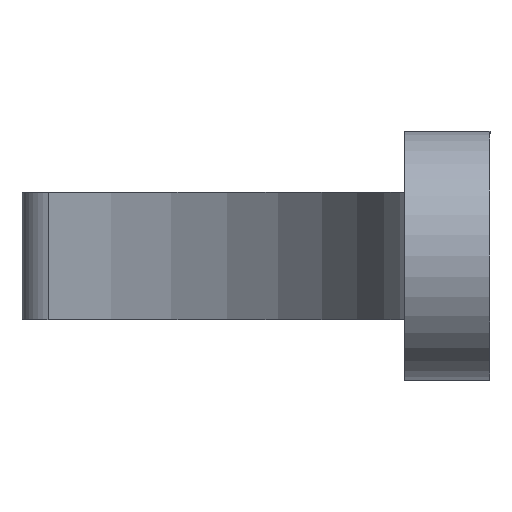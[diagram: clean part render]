
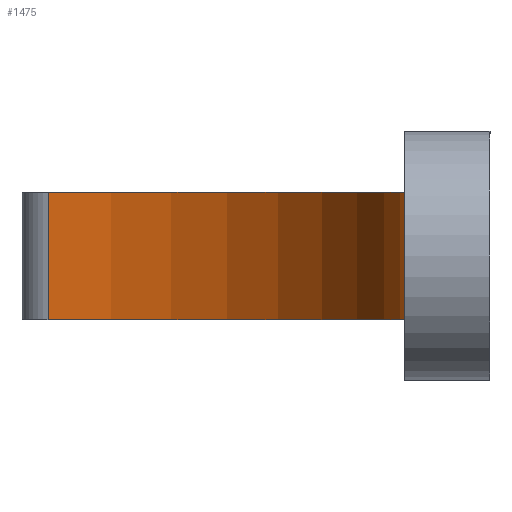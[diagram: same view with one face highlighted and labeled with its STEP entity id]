
A CAD part, front view. The second image highlights one B-rep face of the part: STEP entity #1475.
In plain terms, the highlighted cylindrical face has radius 26 mm (diameter 52 mm), a partial arc.
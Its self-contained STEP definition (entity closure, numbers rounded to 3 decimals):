
#29=CYLINDRICAL_SURFACE('',#1579,26.);
#76=CIRCLE('',#1566,26.);
#77=CIRCLE('',#1572,26.);
#111=FACE_OUTER_BOUND('',#203,.T.);
#203=EDGE_LOOP('',(#1182,#1183,#1184,#1185));
#252=LINE('',#2030,#435);
#353=LINE('',#2285,#536);
#435=VECTOR('',#1636,26.);
#536=VECTOR('',#1851,10.);
#617=VERTEX_POINT('',#2026);
#619=VERTEX_POINT('',#2029);
#663=VERTEX_POINT('',#2159);
#706=VERTEX_POINT('',#2254);
#758=EDGE_CURVE('',#619,#617,#252,.T.);
#825=EDGE_CURVE('',#617,#663,#76,.T.);
#871=EDGE_CURVE('',#619,#706,#77,.F.);
#887=EDGE_CURVE('',#663,#706,#353,.T.);
#1182=ORIENTED_EDGE('',*,*,#871,.F.);
#1183=ORIENTED_EDGE('',*,*,#758,.T.);
#1184=ORIENTED_EDGE('',*,*,#825,.T.);
#1185=ORIENTED_EDGE('',*,*,#887,.T.);
#1475=ADVANCED_FACE('',(#111),#29,.F.);
#1566=AXIS2_PLACEMENT_3D('',#2161,#1766,#1767);
#1572=AXIS2_PLACEMENT_3D('',#2255,#1823,#1824);
#1579=AXIS2_PLACEMENT_3D('',#2284,#1849,#1850);
#1636=DIRECTION('',(0.,0.,-1.));
#1766=DIRECTION('center_axis',(0.,0.,-1.));
#1767=DIRECTION('ref_axis',(-0.032,0.999,0.));
#1823=DIRECTION('center_axis',(0.,0.,1.));
#1824=DIRECTION('ref_axis',(-0.032,0.999,0.));
#1849=DIRECTION('center_axis',(0.,0.,1.));
#1850=DIRECTION('ref_axis',(-0.032,0.999,0.));
#1851=DIRECTION('',(0.,0.,1.));
#2026=CARTESIAN_POINT('',(-60.533,-104.604,10.178));
#2029=CARTESIAN_POINT('',(-60.533,-104.604,19.178));
#2030=CARTESIAN_POINT('',(-60.533,-104.604,14.678));
#2159=CARTESIAN_POINT('',(-35.372,-78.617,10.178));
#2161=CARTESIAN_POINT('Origin',(-34.533,-104.604,10.178));
#2254=CARTESIAN_POINT('',(-35.372,-78.617,19.178));
#2255=CARTESIAN_POINT('Origin',(-34.533,-104.604,19.178));
#2284=CARTESIAN_POINT('Origin',(-34.533,-104.604,14.678));
#2285=CARTESIAN_POINT('',(-35.372,-78.617,14.678));
